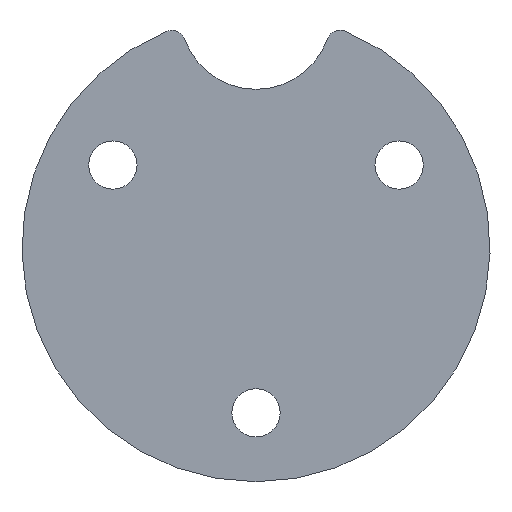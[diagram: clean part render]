
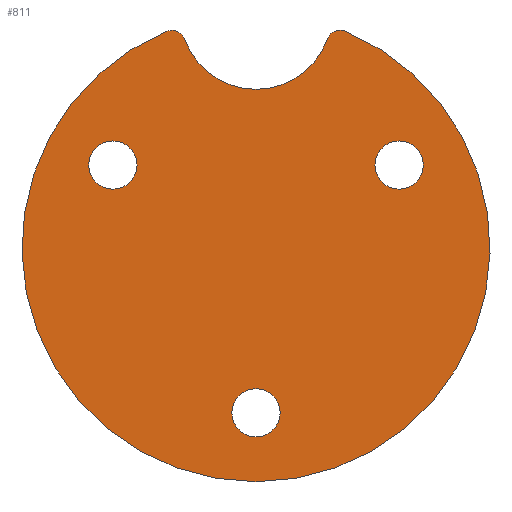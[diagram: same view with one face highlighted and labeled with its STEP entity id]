
A CAD part, front view. The second image highlights one B-rep face of the part: STEP entity #811.
In plain terms, the highlighted planar face has unit normal (0, -1, 0).
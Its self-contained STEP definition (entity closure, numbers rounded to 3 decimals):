
#2 = DIRECTION ( 'NONE',  ( 0., -1., 0. ) ) ;
#3 = VERTEX_POINT ( 'NONE', #228 ) ;
#4 = AXIS2_PLACEMENT_3D ( 'NONE', #258, #253, #667 ) ;
#7 = AXIS2_PLACEMENT_3D ( 'NONE', #204, #277, #207 ) ;
#12 = VERTEX_POINT ( 'NONE', #775 ) ;
#27 = DIRECTION ( 'NONE',  ( 0., 1., 0. ) ) ;
#38 = AXIS2_PLACEMENT_3D ( 'NONE', #669, #884, #320 ) ;
#39 = CARTESIAN_POINT ( 'NONE',  ( 10.392, 0., 6. ) ) ;
#40 = DIRECTION ( 'NONE',  ( 0., 1., 0. ) ) ;
#62 = CARTESIAN_POINT ( 'NONE',  ( 0., 0., 0. ) ) ;
#70 = FACE_BOUND ( 'NONE', #503, .T. ) ;
#71 = EDGE_LOOP ( 'NONE', ( #647, #783, #179, #776, #341, #798 ) ) ;
#80 = CIRCLE ( 'NONE', #524, 5.5 ) ;
#87 = CARTESIAN_POINT ( 'NONE',  ( 6.112, 0., 14.787 ) ) ;
#104 = CARTESIAN_POINT ( 'NONE',  ( 0., 0., -13.75 ) ) ;
#122 = CIRCLE ( 'NONE', #835, 1. ) ;
#163 = EDGE_CURVE ( 'NONE', #322, #397, #703, .T. ) ;
#169 = CIRCLE ( 'NONE', #7, 1.75 ) ;
#172 = DIRECTION ( 'NONE',  ( 0., 1., 0. ) ) ;
#179 = ORIENTED_EDGE ( 'NONE', *, *, #478, .T. ) ;
#200 = CIRCLE ( 'NONE', #554, 17. ) ;
#204 = CARTESIAN_POINT ( 'NONE',  ( -10.392, 0., 6. ) ) ;
#207 = DIRECTION ( 'NONE',  ( 0., 0., 1. ) ) ;
#216 = DIRECTION ( 'NONE',  ( 0., 0., 1. ) ) ;
#224 = EDGE_CURVE ( 'NONE', #864, #699, #372, .T. ) ;
#228 = CARTESIAN_POINT ( 'NONE',  ( -5.171, 0., 15.127 ) ) ;
#253 = DIRECTION ( 'NONE',  ( 0., 1., 0. ) ) ;
#255 = AXIS2_PLACEMENT_3D ( 'NONE', #848, #362, #638 ) ;
#256 = CIRCLE ( 'NONE', #38, 1.75 ) ;
#258 = CARTESIAN_POINT ( 'NONE',  ( 0., 0., -12. ) ) ;
#261 = ORIENTED_EDGE ( 'NONE', *, *, #609, .T. ) ;
#264 = CARTESIAN_POINT ( 'NONE',  ( -6.112, 0., 15.787 ) ) ;
#277 = DIRECTION ( 'NONE',  ( 0., 1., 0. ) ) ;
#279 = ORIENTED_EDGE ( 'NONE', *, *, #363, .T. ) ;
#289 = CARTESIAN_POINT ( 'NONE',  ( -10.392, 0., 7.75 ) ) ;
#302 = AXIS2_PLACEMENT_3D ( 'NONE', #62, #746, #403 ) ;
#303 = VERTEX_POINT ( 'NONE', #522 ) ;
#308 = DIRECTION ( 'NONE',  ( 0., 0., 1. ) ) ;
#310 = VERTEX_POINT ( 'NONE', #827 ) ;
#320 = DIRECTION ( 'NONE',  ( 0., 0., 1. ) ) ;
#322 = VERTEX_POINT ( 'NONE', #527 ) ;
#331 = CIRCLE ( 'NONE', #675, 1.75 ) ;
#341 = ORIENTED_EDGE ( 'NONE', *, *, #423, .F. ) ;
#351 = DIRECTION ( 'NONE',  ( 0., 0., 1. ) ) ;
#356 = ORIENTED_EDGE ( 'NONE', *, *, #704, .T. ) ;
#361 = AXIS2_PLACEMENT_3D ( 'NONE', #769, #406, #610 ) ;
#362 = DIRECTION ( 'NONE',  ( 0., 1., 0. ) ) ;
#363 = EDGE_CURVE ( 'NONE', #699, #864, #499, .T. ) ;
#372 = CIRCLE ( 'NONE', #879, 1.75 ) ;
#384 = CARTESIAN_POINT ( 'NONE',  ( 0., 0., -10.25 ) ) ;
#397 = VERTEX_POINT ( 'NONE', #709 ) ;
#402 = EDGE_LOOP ( 'NONE', ( #412, #279 ) ) ;
#403 = DIRECTION ( 'NONE',  ( 0., 0., 1. ) ) ;
#406 = DIRECTION ( 'NONE',  ( 0., -1., 0. ) ) ;
#412 = ORIENTED_EDGE ( 'NONE', *, *, #224, .T. ) ;
#423 = EDGE_CURVE ( 'NONE', #322, #428, #865, .T. ) ;
#428 = VERTEX_POINT ( 'NONE', #764 ) ;
#450 = DIRECTION ( 'NONE',  ( 0., 0., 1. ) ) ;
#476 = FACE_BOUND ( 'NONE', #402, .T. ) ;
#478 = EDGE_CURVE ( 'NONE', #772, #12, #122, .T. ) ;
#483 = EDGE_CURVE ( 'NONE', #428, #12, #200, .T. ) ;
#499 = CIRCLE ( 'NONE', #4, 1.75 ) ;
#503 = EDGE_LOOP ( 'NONE', ( #806, #261 ) ) ;
#518 = CARTESIAN_POINT ( 'NONE',  ( 10.392, 0., 6. ) ) ;
#522 = CARTESIAN_POINT ( 'NONE',  ( 10.392, 0., 4.25 ) ) ;
#524 = AXIS2_PLACEMENT_3D ( 'NONE', #679, #2, #351 ) ;
#527 = CARTESIAN_POINT ( 'NONE',  ( 6.494, 0., 15.711 ) ) ;
#554 = AXIS2_PLACEMENT_3D ( 'NONE', #573, #27, #858 ) ;
#564 = VERTEX_POINT ( 'NONE', #289 ) ;
#567 = AXIS2_PLACEMENT_3D ( 'NONE', #87, #585, #873 ) ;
#569 = CIRCLE ( 'NONE', #809, 1.75 ) ;
#573 = CARTESIAN_POINT ( 'NONE',  ( 0., 0., 0. ) ) ;
#585 = DIRECTION ( 'NONE',  ( 0., -1., 0. ) ) ;
#590 = CARTESIAN_POINT ( 'NONE',  ( 10.392, 0., 7.75 ) ) ;
#609 = EDGE_CURVE ( 'NONE', #564, #310, #256, .T. ) ;
#610 = DIRECTION ( 'NONE',  ( 0., 0., 1. ) ) ;
#623 = PLANE ( 'NONE',  #302 ) ;
#624 = ORIENTED_EDGE ( 'NONE', *, *, #693, .T. ) ;
#638 = DIRECTION ( 'NONE',  ( 0., 0., 1. ) ) ;
#647 = ORIENTED_EDGE ( 'NONE', *, *, #837, .F. ) ;
#667 = DIRECTION ( 'NONE',  ( 0., 0., 1. ) ) ;
#669 = CARTESIAN_POINT ( 'NONE',  ( -10.392, 0., 6. ) ) ;
#675 = AXIS2_PLACEMENT_3D ( 'NONE', #518, #172, #450 ) ;
#679 = CARTESIAN_POINT ( 'NONE',  ( 0., 0., 17. ) ) ;
#687 = FACE_BOUND ( 'NONE', #707, .T. ) ;
#693 = EDGE_CURVE ( 'NONE', #303, #714, #569, .T. ) ;
#698 = FACE_OUTER_BOUND ( 'NONE', #71, .T. ) ;
#699 = VERTEX_POINT ( 'NONE', #384 ) ;
#703 = CIRCLE ( 'NONE', #567, 1. ) ;
#704 = EDGE_CURVE ( 'NONE', #714, #303, #331, .T. ) ;
#707 = EDGE_LOOP ( 'NONE', ( #624, #356 ) ) ;
#709 = CARTESIAN_POINT ( 'NONE',  ( 5.171, 0., 15.127 ) ) ;
#714 = VERTEX_POINT ( 'NONE', #590 ) ;
#725 = CARTESIAN_POINT ( 'NONE',  ( 0., 0., -12. ) ) ;
#737 = EDGE_CURVE ( 'NONE', #310, #564, #169, .T. ) ;
#739 = DIRECTION ( 'NONE',  ( 0., 0., 1. ) ) ;
#746 = DIRECTION ( 'NONE',  ( 0., 1., 0. ) ) ;
#751 = CIRCLE ( 'NONE', #361, 1. ) ;
#764 = CARTESIAN_POINT ( 'NONE',  ( 0., 0., -17. ) ) ;
#769 = CARTESIAN_POINT ( 'NONE',  ( -6.112, 0., 14.787 ) ) ;
#772 = VERTEX_POINT ( 'NONE', #264 ) ;
#775 = CARTESIAN_POINT ( 'NONE',  ( -6.494, 0., 15.711 ) ) ;
#776 = ORIENTED_EDGE ( 'NONE', *, *, #483, .F. ) ;
#783 = ORIENTED_EDGE ( 'NONE', *, *, #788, .T. ) ;
#788 = EDGE_CURVE ( 'NONE', #3, #772, #751, .T. ) ;
#798 = ORIENTED_EDGE ( 'NONE', *, *, #163, .T. ) ;
#806 = ORIENTED_EDGE ( 'NONE', *, *, #737, .T. ) ;
#809 = AXIS2_PLACEMENT_3D ( 'NONE', #39, #813, #739 ) ;
#811 = ADVANCED_FACE ( 'NONE', ( #698, #476, #687, #70 ), #623, .F. ) ;
#813 = DIRECTION ( 'NONE',  ( 0., 1., 0. ) ) ;
#827 = CARTESIAN_POINT ( 'NONE',  ( -10.392, 0., 4.25 ) ) ;
#830 = CARTESIAN_POINT ( 'NONE',  ( -6.112, 0., 14.787 ) ) ;
#834 = DIRECTION ( 'NONE',  ( 0., -1., 0. ) ) ;
#835 = AXIS2_PLACEMENT_3D ( 'NONE', #830, #834, #216 ) ;
#837 = EDGE_CURVE ( 'NONE', #3, #397, #80, .T. ) ;
#848 = CARTESIAN_POINT ( 'NONE',  ( 0., 0., 0. ) ) ;
#858 = DIRECTION ( 'NONE',  ( 0., 0., 1. ) ) ;
#864 = VERTEX_POINT ( 'NONE', #104 ) ;
#865 = CIRCLE ( 'NONE', #255, 17. ) ;
#873 = DIRECTION ( 'NONE',  ( 0., 0., 1. ) ) ;
#879 = AXIS2_PLACEMENT_3D ( 'NONE', #725, #40, #308 ) ;
#884 = DIRECTION ( 'NONE',  ( 0., 1., 0. ) ) ;
